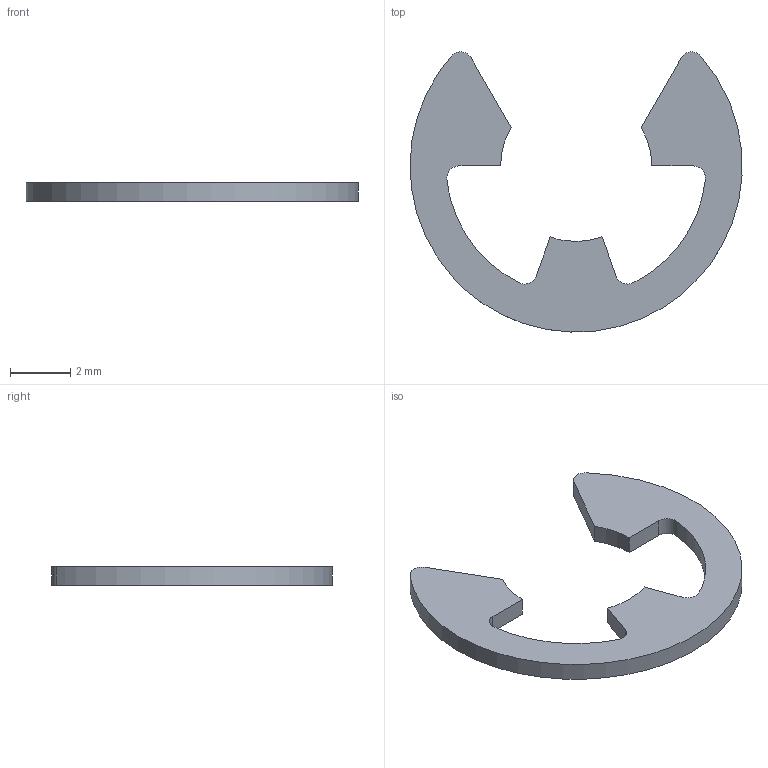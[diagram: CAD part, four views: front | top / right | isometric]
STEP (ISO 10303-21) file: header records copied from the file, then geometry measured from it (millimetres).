
FILE_DESCRIPTION((''),'2;1');
FILE_NAME('','2005-04-20T08:52:55',(''),(''),'','CADfix','');
FILE_SCHEMA(('AUTOMOTIVE_DESIGN'));
Length unit declared in the file: millimetre
Products named in the file (1): retainer
Bounding box: 10.99 x 9.27 x 0.6 mm (x, y, z)
Volume: 24.3 mm3; surface area: 112.9 mm2
Topology: 1 solids, 1 shells, 20 faces, 54 edges, 36 vertices
Faces by surface type: bspline 20
Entity records: 631 total; most frequent: CARTESIAN_POINT 313, ORIENTED_EDGE 108, EDGE_CURVE 54, VERTEX_POINT 36, QUASI_UNIFORM_CURVE 30, EDGE_LOOP 20, FACE_OUTER_BOUND 20, ADVANCED_FACE 20
